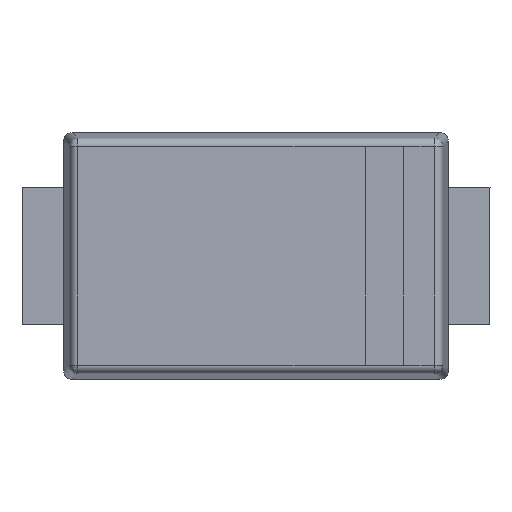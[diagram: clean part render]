
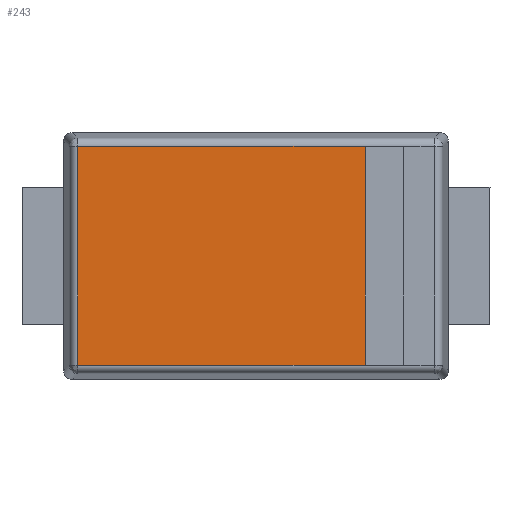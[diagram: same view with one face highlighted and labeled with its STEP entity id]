
A CAD part, top view. The second image highlights one B-rep face of the part: STEP entity #243.
In plain terms, the highlighted planar face has unit normal (0, 0, 1).
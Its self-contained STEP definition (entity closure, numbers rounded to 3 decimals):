
#243=ADVANCED_FACE('',(#741),#743,.T.);
#741=FACE_BOUND('',#742,.T.);
#742=EDGE_LOOP('',(#1177,#1178,#1179,#1180));
#743=PLANE('',#744);
#744=AXIS2_PLACEMENT_3D('',#745,#746,#747);
#745=CARTESIAN_POINT('',(0.,0.,1.1));
#746=DIRECTION('',(0.,0.,1.));
#747=DIRECTION('',(1.,0.,0.));
#1177=ORIENTED_EDGE('',*,*,#1412,.T.);
#1178=ORIENTED_EDGE('',*,*,#1413,.T.);
#1179=ORIENTED_EDGE('',*,*,#1414,.T.);
#1180=ORIENTED_EDGE('',*,*,#1410,.F.);
#1410=EDGE_CURVE('',#1577,#1579,#1580,.T.);
#1412=EDGE_CURVE('',#1577,#1582,#1583,.T.);
#1413=EDGE_CURVE('',#1582,#1584,#1585,.T.);
#1414=EDGE_CURVE('',#1584,#1579,#1586,.T.);
#1577=VERTEX_POINT('',#1893);
#1579=VERTEX_POINT('',#1897);
#1580=LINE('',#1898,#1899);
#1582=VERTEX_POINT('',#1904);
#1583=LINE('',#1905,#1906);
#1584=VERTEX_POINT('',#1908);
#1585=LINE('',#1909,#1910);
#1586=LINE('',#1912,#1913);
#1893=CARTESIAN_POINT('',(1.306,1.309,1.1));
#1897=CARTESIAN_POINT('',(1.306,-1.309,1.1));
#1898=CARTESIAN_POINT('',(1.306,1.309,1.1));
#1899=VECTOR('',#1900,1.);
#1900=DIRECTION('',(0.,-1.,0.));
#1904=CARTESIAN_POINT('',(-2.134,1.309,1.1));
#1905=CARTESIAN_POINT('',(1.306,1.309,1.1));
#1906=VECTOR('',#1907,1.);
#1907=DIRECTION('',(-1.,0.,0.));
#1908=CARTESIAN_POINT('',(-2.134,-1.309,1.1));
#1909=CARTESIAN_POINT('',(-2.134,1.309,1.1));
#1910=VECTOR('',#1911,1.);
#1911=DIRECTION('',(0.,-1.,0.));
#1912=CARTESIAN_POINT('',(-2.134,-1.309,1.1));
#1913=VECTOR('',#1914,1.);
#1914=DIRECTION('',(1.,0.,0.));
